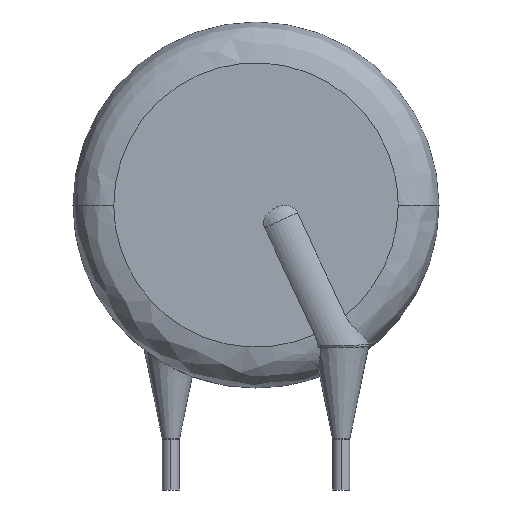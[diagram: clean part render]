
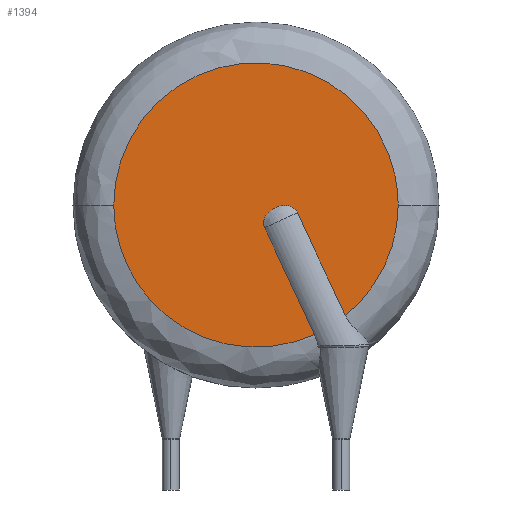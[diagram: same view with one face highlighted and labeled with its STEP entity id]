
A CAD part, front view. The second image highlights one B-rep face of the part: STEP entity #1394.
In plain terms, the highlighted planar face has unit normal (0, -1, 0).
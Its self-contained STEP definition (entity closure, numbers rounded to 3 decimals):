
#16 = VECTOR ( 'NONE', #446, 1000. ) ;
#22 = CARTESIAN_POINT ( 'NONE',  ( 6.963, -3.8, 16.691 ) ) ;
#53 = CARTESIAN_POINT ( 'NONE',  ( 6.238, -3.8, 16.634 ) ) ;
#76 = CARTESIAN_POINT ( 'NONE',  ( 10.242, -3.8, 10.255 ) ) ;
#78 = CARTESIAN_POINT ( 'NONE',  ( -3.356, -3.8, 16.75 ) ) ;
#91 = CARTESIAN_POINT ( 'NONE',  ( 13.344, -3.8, 21.641 ) ) ;
#98 = EDGE_CURVE ( 'NONE', #665, #711, #1270, .T. ) ;
#107 = CARTESIAN_POINT ( 'NONE',  ( 4.994, -3.8, 25.1 ) ) ;
#161 = EDGE_CURVE ( 'NONE', #711, #2070, #1893, .T. ) ;
#179 = CARTESIAN_POINT ( 'NONE',  ( 7.079, -3.8, 16.651 ) ) ;
#207 = CARTESIAN_POINT ( 'NONE',  ( -3.356, -3.8, 16.75 ) ) ;
#232 = CARTESIAN_POINT ( 'NONE',  ( -3.356, -3.8, 10.022 ) ) ;
#314 = CARTESIAN_POINT ( 'NONE',  ( 5.508, -3.8, 16.009 ) ) ;
#327 = EDGE_CURVE ( 'NONE', #1024, #1125, #1957, .T. ) ;
#430 = CARTESIAN_POINT ( 'NONE',  ( 9.885, -3.8, 25.1 ) ) ;
#446 = DIRECTION ( 'NONE',  ( -0.423, 0., 0.906 ) ) ;
#461 = EDGE_CURVE ( 'NONE', #1864, #665, #1868, .T. ) ;
#473 = CARTESIAN_POINT ( 'NONE',  ( 5.633, -3.8, 16.221 ) ) ;
#579 = CARTESIAN_POINT ( 'NONE',  ( 7.422, -3.8, 16.304 ) ) ;
#626 = CARTESIAN_POINT ( 'NONE',  ( 5.451, -3.8, 15.522 ) ) ;
#640 = EDGE_CURVE ( 'NONE', #1125, #1864, #838, .T. ) ;
#657 = CARTESIAN_POINT ( 'NONE',  ( 7.288, -3.8, 16.51 ) ) ;
#665 = VERTEX_POINT ( 'NONE', #579 ) ;
#688 = VECTOR ( 'NONE', #1262, 1000. ) ;
#711 = VERTEX_POINT ( 'NONE', #913 ) ;
#792 = CARTESIAN_POINT ( 'NONE',  ( 5.717, -3.8, 16.31 ) ) ;
#799 = CARTESIAN_POINT ( 'NONE',  ( 6.012, -3.8, 16.529 ) ) ;
#838 =( BOUNDED_CURVE ( )  B_SPLINE_CURVE ( 3, ( #2040, #1210, #1847, #898 ),
 .UNSPECIFIED., .F., .F. ) 
 B_SPLINE_CURVE_WITH_KNOTS ( ( 4, 4 ),
 ( 0., 1. ),
 .UNSPECIFIED. ) 
 CURVE ( )  GEOMETRIC_REPRESENTATION_ITEM ( )  RATIONAL_B_SPLINE_CURVE ( ( 1., 0.935, 0.935, 1. ) ) 
 REPRESENTATION_ITEM ( '' )  );
#871 = CARTESIAN_POINT ( 'NONE',  ( 15.744, -3.8, 16.75 ) ) ;
#898 = CARTESIAN_POINT ( 'NONE',  ( 10.242, -3.8, 10.255 ) ) ;
#913 = CARTESIAN_POINT ( 'NONE',  ( 5.503, -3.8, 15.41 ) ) ;
#968 = CARTESIAN_POINT ( 'NONE',  ( 7.369, -3.8, 16.418 ) ) ;
#994 = CARTESIAN_POINT ( 'NONE',  ( 6.716, -3.8, 16.726 ) ) ;
#1012 = DIRECTION ( 'NONE',  ( 1., 0., 0. ) ) ;
#1024 = VERTEX_POINT ( 'NONE', #78 ) ;
#1032 = CARTESIAN_POINT ( 'NONE',  ( 0.103, -3.8, 25.1 ) ) ;
#1037 = ORIENTED_EDGE ( 'NONE', *, *, #461, .F. ) ;
#1090 = CARTESIAN_POINT ( 'NONE',  ( 8.428, -3.8, 9.139 ) ) ;
#1100 = CARTESIAN_POINT ( 'NONE',  ( 5.503, -3.8, 15.41 ) ) ;
#1106 = CARTESIAN_POINT ( 'NONE',  ( 10.242, -3.8, 10.255 ) ) ;
#1125 = VERTEX_POINT ( 'NONE', #1510 ) ;
#1153 = CARTESIAN_POINT ( 'NONE',  ( 6.594, -3.8, 16.72 ) ) ;
#1210 = CARTESIAN_POINT ( 'NONE',  ( 13.344, -3.8, 14.184 ) ) ;
#1213 = CARTESIAN_POINT ( 'NONE',  ( 13.344, -3.8, 16.75 ) ) ;
#1262 = DIRECTION ( 'NONE',  ( 0.423, 0., -0.906 ) ) ;
#1265 = CARTESIAN_POINT ( 'NONE',  ( 5.535, -3.8, 16.064 ) ) ;
#1270 = B_SPLINE_CURVE_WITH_KNOTS ( 'NONE', 3,
 ( #1611, #968, #657, #179, #22, #994, #1153, #1667, #53, #799, #1573, #792, #473, #1265, #314, #2094, #1581, #1409, #626, #1100 ),
 .UNSPECIFIED., .F., .F.,
 ( 4, 2, 2, 2, 2, 2, 2, 2, 2, 4 ),
 ( 0., 0.125, 0.25, 0.375, 0.5, 0.625, 0.75, 0.813, 0.875, 1. ),
 .UNSPECIFIED. ) ;
#1299 =( BOUNDED_CURVE ( )  B_SPLINE_CURVE ( 3, ( #1437, #1716, #232, #207 ),
 .UNSPECIFIED., .F., .F. ) 
 B_SPLINE_CURVE_WITH_KNOTS ( ( 4, 4 ),
 ( 0., 0.388 ),
 .UNSPECIFIED. ) 
 CURVE ( )  GEOMETRIC_REPRESENTATION_ITEM ( )  RATIONAL_B_SPLINE_CURVE ( ( 1., 0.695, 0.695, 1. ) ) 
 REPRESENTATION_ITEM ( '' )  );
#1344 = PLANE ( 'NONE',  #1523 ) ;
#1363 = CARTESIAN_POINT ( 'NONE',  ( -3.356, -3.8, 16.75 ) ) ;
#1394 = ADVANCED_FACE ( 'NONE', ( #1944 ), #1344, .F. ) ;
#1396 = EDGE_LOOP ( 'NONE', ( #1406, #1037, #1451, #1565, #1963, #1993 ) ) ;
#1406 = ORIENTED_EDGE ( 'NONE', *, *, #98, .F. ) ;
#1409 = CARTESIAN_POINT ( 'NONE',  ( 5.432, -3.8, 15.65 ) ) ;
#1437 = CARTESIAN_POINT ( 'NONE',  ( 8.428, -3.8, 9.139 ) ) ;
#1451 = ORIENTED_EDGE ( 'NONE', *, *, #640, .F. ) ;
#1485 = DIRECTION ( 'NONE',  ( 0., 1., 0. ) ) ;
#1510 = CARTESIAN_POINT ( 'NONE',  ( 13.344, -3.8, 16.75 ) ) ;
#1523 = AXIS2_PLACEMENT_3D ( 'NONE', #871, #1485, #1012 ) ;
#1565 = ORIENTED_EDGE ( 'NONE', *, *, #327, .F. ) ;
#1573 = CARTESIAN_POINT ( 'NONE',  ( 5.91, -3.8, 16.467 ) ) ;
#1581 = CARTESIAN_POINT ( 'NONE',  ( 5.452, -3.8, 15.832 ) ) ;
#1611 = CARTESIAN_POINT ( 'NONE',  ( 7.422, -3.8, 16.304 ) ) ;
#1620 = EDGE_CURVE ( 'NONE', #2070, #1024, #1299, .T. ) ;
#1667 = CARTESIAN_POINT ( 'NONE',  ( 6.351, -3.8, 16.673 ) ) ;
#1716 = CARTESIAN_POINT ( 'NONE',  ( 2.295, -3.8, 6.372 ) ) ;
#1751 = CARTESIAN_POINT ( 'NONE',  ( 5.503, -3.8, 15.41 ) ) ;
#1847 = CARTESIAN_POINT ( 'NONE',  ( 12.238, -3.8, 11.868 ) ) ;
#1864 = VERTEX_POINT ( 'NONE', #76 ) ;
#1868 = LINE ( 'NONE', #1106, #16 ) ;
#1893 = LINE ( 'NONE', #1751, #688 ) ;
#1944 = FACE_OUTER_BOUND ( 'NONE', #1396, .T. ) ;
#1957 =( BOUNDED_CURVE ( )  B_SPLINE_CURVE ( 3, ( #1363, #2032, #1032, #107, #430, #91, #1213 ),
 .UNSPECIFIED., .F., .F. ) 
 B_SPLINE_CURVE_WITH_KNOTS ( ( 4, 3, 4 ),
 ( 0.388, 0.694, 1. ),
 .UNSPECIFIED. ) 
 CURVE ( )  GEOMETRIC_REPRESENTATION_ITEM ( )  RATIONAL_B_SPLINE_CURVE ( ( 1., 0.805, 0.805, 1., 0.805, 0.805, 1. ) ) 
 REPRESENTATION_ITEM ( '' )  );
#1963 = ORIENTED_EDGE ( 'NONE', *, *, #1620, .F. ) ;
#1993 = ORIENTED_EDGE ( 'NONE', *, *, #161, .F. ) ;
#2032 = CARTESIAN_POINT ( 'NONE',  ( -3.356, -3.8, 21.641 ) ) ;
#2040 = CARTESIAN_POINT ( 'NONE',  ( 13.344, -3.8, 16.75 ) ) ;
#2070 = VERTEX_POINT ( 'NONE', #1090 ) ;
#2094 = CARTESIAN_POINT ( 'NONE',  ( 5.466, -3.8, 15.894 ) ) ;
